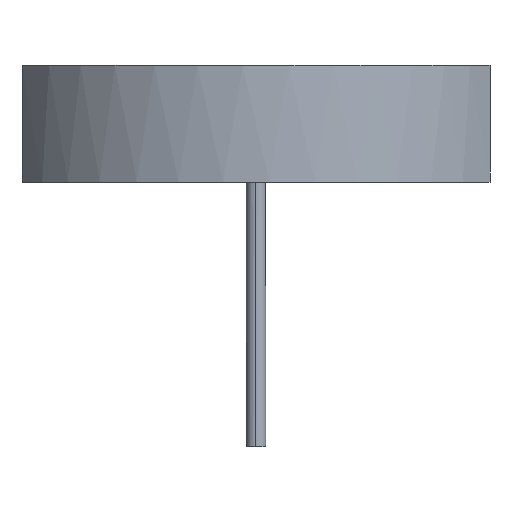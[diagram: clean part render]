
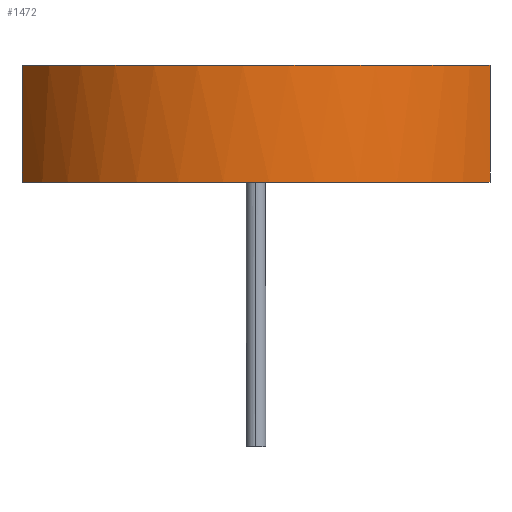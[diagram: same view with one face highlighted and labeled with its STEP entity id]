
A CAD part, left-side view. The second image highlights one B-rep face of the part: STEP entity #1472.
In plain terms, the highlighted free-form (B-spline) face has degree [2, 1] with [3, 2] control points.
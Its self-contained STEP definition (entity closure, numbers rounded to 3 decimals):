
#172 = B_SPLINE_SURFACE_WITH_KNOTS('',1,1,(
    (#173,#174)
    ,(#175,#176
    )),.UNSPECIFIED.,.F.,.F.,.F.,(2,2),(2,2),(-8.598,
    2.652),(-9.55,0.),.PIECEWISE_BEZIER_KNOTS.);
#173 = CARTESIAN_POINT('',(-2.813,2.387,0.755));
#174 = CARTESIAN_POINT('',(-2.813,-2.387,0.755));
#175 = CARTESIAN_POINT('',(2.813,2.387,0.755));
#176 = CARTESIAN_POINT('',(2.813,-2.387,0.755));
#225 = VERTEX_POINT('',#226);
#226 = CARTESIAN_POINT('',(-1.487,-2.387,
    0.755));
#238 = B_SPLINE_SURFACE_WITH_KNOTS('',1,1,(
    (#239,#240)
    ,(#241,#242
    )),.UNSPECIFIED.,.F.,.F.,.F.,(2,2),(2,2),(-2.973,
    2.973),(-2.38,0.),.PIECEWISE_BEZIER_KNOTS.);
#239 = CARTESIAN_POINT('',(1.487,-2.387,0.755
    ));
#240 = CARTESIAN_POINT('',(1.487,-2.387,1.945)
  );
#241 = CARTESIAN_POINT('',(-1.487,-2.387,
    0.755));
#242 = CARTESIAN_POINT('',(-1.487,-2.387,1.945)
  );
#249 = EDGE_CURVE('',#225,#250,#252,.T.);
#250 = VERTEX_POINT('',#251);
#251 = CARTESIAN_POINT('',(-1.487,2.387,0.755
    ));
#252 = SURFACE_CURVE('',#253,(#257,#264),.PCURVE_S1.);
#253 = ( BOUNDED_CURVE() B_SPLINE_CURVE(2,(#254,#255,#256),
.UNSPECIFIED.,.F.,.F.) B_SPLINE_CURVE_WITH_KNOTS((3,3),(2.128,
4.155),.PIECEWISE_BEZIER_KNOTS.) CURVE() 
GEOMETRIC_REPRESENTATION_ITEM() RATIONAL_B_SPLINE_CURVE((1.,
0.529,1.)) REPRESENTATION_ITEM('') );
#254 = CARTESIAN_POINT('',(-1.487,-2.387,
    0.755));
#255 = CARTESIAN_POINT('',(-5.321,0.,
    0.755));
#256 = CARTESIAN_POINT('',(-1.487,2.387,0.755
    ));
#257 = PCURVE('',#172,#258);
#258 = DEFINITIONAL_REPRESENTATION('',(#259),#263);
#259 = ( BOUNDED_CURVE() B_SPLINE_CURVE(2,(#260,#261,#262),
.UNSPECIFIED.,.F.,.F.) B_SPLINE_CURVE_WITH_KNOTS((3,3),(2.128,
4.155),.PIECEWISE_BEZIER_KNOTS.) CURVE() 
GEOMETRIC_REPRESENTATION_ITEM() RATIONAL_B_SPLINE_CURVE((1.,
0.529,1.)) REPRESENTATION_ITEM('') );
#260 = CARTESIAN_POINT('',(-5.946,0.));
#261 = CARTESIAN_POINT('',(-13.615,-4.775));
#262 = CARTESIAN_POINT('',(-5.946,-9.55));
#263 = ( GEOMETRIC_REPRESENTATION_CONTEXT(2) 
PARAMETRIC_REPRESENTATION_CONTEXT() REPRESENTATION_CONTEXT('2D SPACE',''
  ) );
#264 = PCURVE('',#265,#272);
#265 = ( BOUNDED_SURFACE() B_SPLINE_SURFACE(2,1,(
    (#266,#267)
    ,(#268,#269)
,(#270,#271
    )),.UNSPECIFIED.,.F.,.F.,.F.) B_SPLINE_SURFACE_WITH_KNOTS((3,3),(2,2
    ),(2.128,4.155),(-2.38,0.),
.PIECEWISE_BEZIER_KNOTS.) GEOMETRIC_REPRESENTATION_ITEM() 
RATIONAL_B_SPLINE_SURFACE((
    (1.,1.)
    ,(0.529,0.529)
,(1.,1.))) REPRESENTATION_ITEM('') SURFACE() );
#266 = CARTESIAN_POINT('',(-1.487,-2.387,
    0.755));
#267 = CARTESIAN_POINT('',(-1.487,-2.387,1.945)
  );
#268 = CARTESIAN_POINT('',(-5.321,0.,
    0.755));
#269 = CARTESIAN_POINT('',(-5.321,0.,
    1.945));
#270 = CARTESIAN_POINT('',(-1.487,2.387,0.755
    ));
#271 = CARTESIAN_POINT('',(-1.487,2.387,1.945)
  );
#272 = DEFINITIONAL_REPRESENTATION('',(#273),#277);
#273 = B_SPLINE_CURVE_WITH_KNOTS('',2,(#274,#275,#276),.UNSPECIFIED.,.F.
  ,.F.,(3,3),(2.128,4.155),.PIECEWISE_BEZIER_KNOTS.);
#274 = CARTESIAN_POINT('',(2.128,-2.38));
#275 = CARTESIAN_POINT('',(3.142,-2.38));
#276 = CARTESIAN_POINT('',(4.155,-2.38));
#277 = ( GEOMETRIC_REPRESENTATION_CONTEXT(2) 
PARAMETRIC_REPRESENTATION_CONTEXT() REPRESENTATION_CONTEXT('2D SPACE',''
  ) );
#293 = B_SPLINE_SURFACE_WITH_KNOTS('',1,1,(
    (#294,#295)
    ,(#296,#297
    )),.UNSPECIFIED.,.F.,.F.,.F.,(2,2),(2,2),(-2.973,
    2.973),(-2.38,0.),.PIECEWISE_BEZIER_KNOTS.);
#294 = CARTESIAN_POINT('',(-1.487,2.387,0.755
    ));
#295 = CARTESIAN_POINT('',(-1.487,2.387,1.945)
  );
#296 = CARTESIAN_POINT('',(1.487,2.387,0.755)
  );
#297 = CARTESIAN_POINT('',(1.487,2.387,1.945));
#452 = VERTEX_POINT('',#453);
#453 = CARTESIAN_POINT('',(-1.487,-2.387,1.945)
  );
#467 = B_SPLINE_SURFACE_WITH_KNOTS('',1,1,(
    (#468,#469)
    ,(#470,#471
    )),.UNSPECIFIED.,.F.,.F.,.F.,(2,2),(2,2),(-5.625,3.644),(
    -4.775,4.775),.PIECEWISE_BEZIER_KNOTS.);
#468 = CARTESIAN_POINT('',(-2.813,2.387,1.945));
#469 = CARTESIAN_POINT('',(-2.813,-2.387,1.945));
#470 = CARTESIAN_POINT('',(1.822,2.387,1.945));
#471 = CARTESIAN_POINT('',(1.822,-2.387,1.945));
#498 = EDGE_CURVE('',#452,#225,#499,.T.);
#499 = SURFACE_CURVE('',#500,(#503,#509),.PCURVE_S1.);
#500 = B_SPLINE_CURVE_WITH_KNOTS('',1,(#501,#502),.UNSPECIFIED.,.F.,.F.,
  (2,2),(-0.,2.38),.PIECEWISE_BEZIER_KNOTS.);
#501 = CARTESIAN_POINT('',(-1.487,-2.387,1.945)
  );
#502 = CARTESIAN_POINT('',(-1.487,-2.387,
    0.755));
#503 = PCURVE('',#238,#504);
#504 = DEFINITIONAL_REPRESENTATION('',(#505),#508);
#505 = B_SPLINE_CURVE_WITH_KNOTS('',1,(#506,#507),.UNSPECIFIED.,.F.,.F.,
  (2,2),(-0.,2.38),.PIECEWISE_BEZIER_KNOTS.);
#506 = CARTESIAN_POINT('',(2.973,0.));
#507 = CARTESIAN_POINT('',(2.973,-2.38));
#508 = ( GEOMETRIC_REPRESENTATION_CONTEXT(2) 
PARAMETRIC_REPRESENTATION_CONTEXT() REPRESENTATION_CONTEXT('2D SPACE',''
  ) );
#509 = PCURVE('',#265,#510);
#510 = DEFINITIONAL_REPRESENTATION('',(#511),#515);
#511 = B_SPLINE_CURVE_WITH_KNOTS('',2,(#512,#513,#514),.UNSPECIFIED.,.F.
  ,.F.,(3,3),(-0.,2.38),.PIECEWISE_BEZIER_KNOTS.);
#512 = CARTESIAN_POINT('',(2.128,0.));
#513 = CARTESIAN_POINT('',(2.128,-1.19));
#514 = CARTESIAN_POINT('',(2.128,-2.38));
#515 = ( GEOMETRIC_REPRESENTATION_CONTEXT(2) 
PARAMETRIC_REPRESENTATION_CONTEXT() REPRESENTATION_CONTEXT('2D SPACE',''
  ) );
#1472 = ADVANCED_FACE('',(#1473),#265,.F.);
#1473 = FACE_BOUND('',#1474,.F.);
#1474 = EDGE_LOOP('',(#1475,#1476,#1477,#1498));
#1475 = ORIENTED_EDGE('',*,*,#498,.T.);
#1476 = ORIENTED_EDGE('',*,*,#249,.T.);
#1477 = ORIENTED_EDGE('',*,*,#1478,.F.);
#1478 = EDGE_CURVE('',#1479,#250,#1481,.T.);
#1479 = VERTEX_POINT('',#1480);
#1480 = CARTESIAN_POINT('',(-1.487,2.387,1.945)
  );
#1481 = SURFACE_CURVE('',#1482,(#1485,#1492),.PCURVE_S1.);
#1482 = B_SPLINE_CURVE_WITH_KNOTS('',1,(#1483,#1484),.UNSPECIFIED.,.F.,
  .F.,(2,2),(0.,2.38),.PIECEWISE_BEZIER_KNOTS.);
#1483 = CARTESIAN_POINT('',(-1.487,2.387,1.945)
  );
#1484 = CARTESIAN_POINT('',(-1.487,2.387,
    0.755));
#1485 = PCURVE('',#265,#1486);
#1486 = DEFINITIONAL_REPRESENTATION('',(#1487),#1491);
#1487 = B_SPLINE_CURVE_WITH_KNOTS('',2,(#1488,#1489,#1490),
  .UNSPECIFIED.,.F.,.F.,(3,3),(0.,2.38),
  .PIECEWISE_BEZIER_KNOTS.);
#1488 = CARTESIAN_POINT('',(4.155,0.));
#1489 = CARTESIAN_POINT('',(4.155,-1.19));
#1490 = CARTESIAN_POINT('',(4.155,-2.38));
#1491 = ( GEOMETRIC_REPRESENTATION_CONTEXT(2) 
PARAMETRIC_REPRESENTATION_CONTEXT() REPRESENTATION_CONTEXT('2D SPACE',''
  ) );
#1492 = PCURVE('',#293,#1493);
#1493 = DEFINITIONAL_REPRESENTATION('',(#1494),#1497);
#1494 = B_SPLINE_CURVE_WITH_KNOTS('',1,(#1495,#1496),.UNSPECIFIED.,.F.,
  .F.,(2,2),(0.,2.38),.PIECEWISE_BEZIER_KNOTS.);
#1495 = CARTESIAN_POINT('',(-2.973,0.));
#1496 = CARTESIAN_POINT('',(-2.973,-2.38));
#1497 = ( GEOMETRIC_REPRESENTATION_CONTEXT(2) 
PARAMETRIC_REPRESENTATION_CONTEXT() REPRESENTATION_CONTEXT('2D SPACE',''
  ) );
#1498 = ORIENTED_EDGE('',*,*,#1499,.T.);
#1499 = EDGE_CURVE('',#1479,#452,#1500,.T.);
#1500 = SURFACE_CURVE('',#1501,(#1505,#1512),.PCURVE_S1.);
#1501 = ( BOUNDED_CURVE() B_SPLINE_CURVE(2,(#1502,#1503,#1504),
.UNSPECIFIED.,.F.,.F.) B_SPLINE_CURVE_WITH_KNOTS((3,3),(2.128,
4.155),.PIECEWISE_BEZIER_KNOTS.) CURVE() 
GEOMETRIC_REPRESENTATION_ITEM() RATIONAL_B_SPLINE_CURVE((1.,
0.529,1.)) REPRESENTATION_ITEM('') );
#1502 = CARTESIAN_POINT('',(-1.487,2.387,1.945)
  );
#1503 = CARTESIAN_POINT('',(-5.321,0.,
    1.945));
#1504 = CARTESIAN_POINT('',(-1.487,-2.387,1.945
    ));
#1505 = PCURVE('',#265,#1506);
#1506 = DEFINITIONAL_REPRESENTATION('',(#1507),#1511);
#1507 = B_SPLINE_CURVE_WITH_KNOTS('',2,(#1508,#1509,#1510),
  .UNSPECIFIED.,.F.,.F.,(3,3),(2.128,4.155),
  .PIECEWISE_BEZIER_KNOTS.);
#1508 = CARTESIAN_POINT('',(4.155,0.));
#1509 = CARTESIAN_POINT('',(3.142,0.));
#1510 = CARTESIAN_POINT('',(2.128,0.));
#1511 = ( GEOMETRIC_REPRESENTATION_CONTEXT(2) 
PARAMETRIC_REPRESENTATION_CONTEXT() REPRESENTATION_CONTEXT('2D SPACE',''
  ) );
#1512 = PCURVE('',#467,#1513);
#1513 = DEFINITIONAL_REPRESENTATION('',(#1514),#1518);
#1514 = ( BOUNDED_CURVE() B_SPLINE_CURVE(2,(#1515,#1516,#1517),
.UNSPECIFIED.,.F.,.F.) B_SPLINE_CURVE_WITH_KNOTS((3,3),(2.128,
4.155),.PIECEWISE_BEZIER_KNOTS.) CURVE() 
GEOMETRIC_REPRESENTATION_ITEM() RATIONAL_B_SPLINE_CURVE((1.,
0.529,1.)) REPRESENTATION_ITEM('') );
#1515 = CARTESIAN_POINT('',(-2.973,-4.775));
#1516 = CARTESIAN_POINT('',(-10.642,0.));
#1517 = CARTESIAN_POINT('',(-2.973,4.775));
#1518 = ( GEOMETRIC_REPRESENTATION_CONTEXT(2) 
PARAMETRIC_REPRESENTATION_CONTEXT() REPRESENTATION_CONTEXT('2D SPACE',''
  ) );
